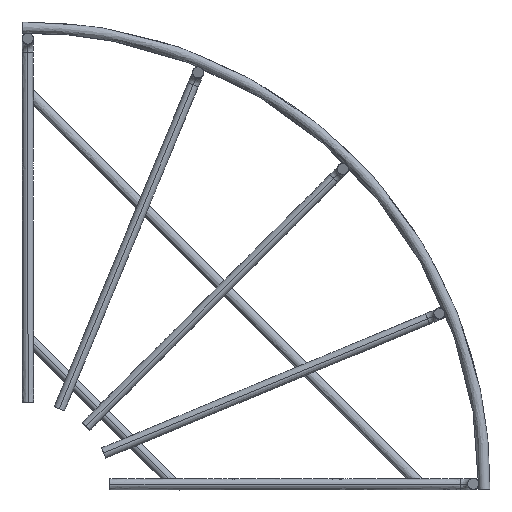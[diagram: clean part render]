
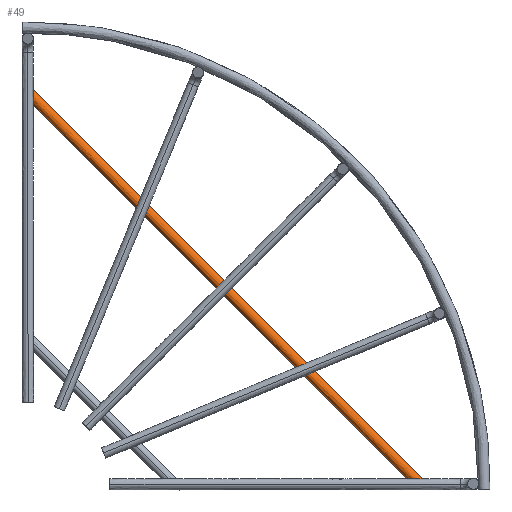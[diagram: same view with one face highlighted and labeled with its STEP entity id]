
A CAD part, top view. The second image highlights one B-rep face of the part: STEP entity #49.
In plain terms, the highlighted free-form (B-spline) face has degree [2, 1] with [5, 2] control points.
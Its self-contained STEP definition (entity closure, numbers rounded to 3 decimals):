
#49=ADVANCED_FACE('',(#110),#752,.T.);
#110=FACE_OUTER_BOUND('',#171,.T.);
#171=EDGE_LOOP('',(#247,#248,#249,#250));
#247=ORIENTED_EDGE('',*,*,#464,.T.);
#248=ORIENTED_EDGE('',*,*,#462,.F.);
#249=ORIENTED_EDGE('',*,*,#465,.F.);
#250=ORIENTED_EDGE('',*,*,#461,.F.);
#461=EDGE_CURVE('',#684,#683,#664,.T.);
#462=EDGE_CURVE('',#685,#686,#665,.T.);
#464=EDGE_CURVE('',#684,#686,#567,.T.);
#465=EDGE_CURVE('',#683,#685,#568,.T.);
#567=(
BOUNDED_CURVE()
B_SPLINE_CURVE(1,(#1156,#1157),.UNSPECIFIED.,.F.,.F.)
B_SPLINE_CURVE_WITH_KNOTS((2,2),(-0.835,190.663),
 .UNSPECIFIED.)
CURVE()
GEOMETRIC_REPRESENTATION_ITEM()
RATIONAL_B_SPLINE_CURVE((1.,1.))
REPRESENTATION_ITEM('')
);
#568=(
BOUNDED_CURVE()
B_SPLINE_CURVE(1,(#1158,#1159),.UNSPECIFIED.,.F.,.F.)
B_SPLINE_CURVE_WITH_KNOTS((2,2),(-4.638,194.467),
 .UNSPECIFIED.)
CURVE()
GEOMETRIC_REPRESENTATION_ITEM()
RATIONAL_B_SPLINE_CURVE((1.,1.))
REPRESENTATION_ITEM('')
);
#664=B_SPLINE_CURVE_WITH_KNOTS('',3,(#1087,#1088,#1089,#1090,#1091,#1092,
#1093,#1094,#1095,#1096,#1097,#1098,#1099,#1100,#1101,#1102,#1103,#1104,
#1105,#1106,#1107,#1108,#1109),.UNSPECIFIED.,.F.,.F.,(4,2,2,2,2,3,2,2,2,
2,4),(-7.292,-6.825,-6.361,-5.44,
-4.543,-3.646,-2.749,-1.852,
-0.931,-0.466,0.),.UNSPECIFIED.);
#665=B_SPLINE_CURVE_WITH_KNOTS('',3,(#1110,#1111,#1112,#1113,#1114,#1115,
#1116,#1117,#1118,#1119,#1120,#1121,#1122,#1123,#1124,#1125,#1126,#1127,
#1128,#1129,#1130,#1131,#1132),.UNSPECIFIED.,.F.,.F.,(4,2,2,2,2,3,2,2,2,
2,4),(-29.17,-28.703,-28.238,-27.318,
-26.421,-25.523,-24.626,-23.729,
-22.809,-22.344,-21.877),.UNSPECIFIED.);
#683=VERTEX_POINT('',#1060);
#684=VERTEX_POINT('',#1061);
#685=VERTEX_POINT('',#1062);
#686=VERTEX_POINT('',#1063);
#752=(
BOUNDED_SURFACE()
B_SPLINE_SURFACE(2,1,((#1040,#1041),(#1042,#1043),(#1044,#1045),(#1046,
#1047),(#1048,#1049)),.UNSPECIFIED.,.F.,.F.,.F.)
B_SPLINE_SURFACE_WITH_KNOTS((3,2,3),(2,2),(0.,2.985,
5.969),(-20.,204.728),.UNSPECIFIED.)
GEOMETRIC_REPRESENTATION_ITEM()
RATIONAL_B_SPLINE_SURFACE(((1.,1.),(0.707,0.707),
(1.,1.),(0.707,0.707),(1.,1.)))
REPRESENTATION_ITEM('')
SURFACE()
);
#1040=CARTESIAN_POINT('',(-12.906,149.656,1.9));
#1041=CARTESIAN_POINT('',(146.077,-9.174,1.9));
#1042=CARTESIAN_POINT('',(-12.906,149.656,3.8));
#1043=CARTESIAN_POINT('',(146.077,-9.174,3.8));
#1044=CARTESIAN_POINT('',(-14.249,148.312,3.8));
#1045=CARTESIAN_POINT('',(144.734,-10.518,3.8));
#1046=CARTESIAN_POINT('',(-15.591,146.968,3.8));
#1047=CARTESIAN_POINT('',(143.391,-11.862,3.8));
#1048=CARTESIAN_POINT('',(-15.591,146.968,1.9));
#1049=CARTESIAN_POINT('',(143.391,-11.862,1.9));
#1060=CARTESIAN_POINT('',(-2.038,138.799,1.9));
#1061=CARTESIAN_POINT('',(-2.033,133.423,1.9));
#1062=CARTESIAN_POINT('',(138.818,-1.922,1.9));
#1063=CARTESIAN_POINT('',(133.441,-1.922,1.9));
#1087=CARTESIAN_POINT('',(-2.033,133.423,1.9));
#1088=CARTESIAN_POINT('',(-2.033,133.423,2.056));
#1089=CARTESIAN_POINT('',(-2.033,133.45,2.208));
#1090=CARTESIAN_POINT('',(-2.034,133.552,2.502));
#1091=CARTESIAN_POINT('',(-2.034,133.626,2.638));
#1092=CARTESIAN_POINT('',(-2.034,133.896,3.012));
#1093=CARTESIAN_POINT('',(-2.034,134.139,3.213));
#1094=CARTESIAN_POINT('',(-2.034,134.658,3.516));
#1095=CARTESIAN_POINT('',(-2.035,134.941,3.624));
#1096=CARTESIAN_POINT('',(-2.035,135.516,3.765));
#1097=CARTESIAN_POINT('',(-2.035,135.815,3.8));
#1098=CARTESIAN_POINT('',(-2.036,136.111,3.8));
#1099=CARTESIAN_POINT('',(-2.036,136.407,3.8));
#1100=CARTESIAN_POINT('',(-2.036,136.706,3.765));
#1101=CARTESIAN_POINT('',(-2.037,137.281,3.624));
#1102=CARTESIAN_POINT('',(-2.037,137.564,3.516));
#1103=CARTESIAN_POINT('',(-2.037,138.083,3.213));
#1104=CARTESIAN_POINT('',(-2.038,138.326,3.012));
#1105=CARTESIAN_POINT('',(-2.038,138.596,2.638));
#1106=CARTESIAN_POINT('',(-2.038,138.67,2.502));
#1107=CARTESIAN_POINT('',(-2.038,138.772,2.208));
#1108=CARTESIAN_POINT('',(-2.038,138.799,2.056));
#1109=CARTESIAN_POINT('',(-2.038,138.799,1.9));
#1110=CARTESIAN_POINT('',(138.818,-1.922,1.9));
#1111=CARTESIAN_POINT('',(138.818,-1.922,2.056));
#1112=CARTESIAN_POINT('',(138.791,-1.922,2.208));
#1113=CARTESIAN_POINT('',(138.689,-1.922,2.502));
#1114=CARTESIAN_POINT('',(138.615,-1.922,2.638));
#1115=CARTESIAN_POINT('',(138.345,-1.922,3.012));
#1116=CARTESIAN_POINT('',(138.102,-1.922,3.213));
#1117=CARTESIAN_POINT('',(137.583,-1.922,3.516));
#1118=CARTESIAN_POINT('',(137.3,-1.922,3.624));
#1119=CARTESIAN_POINT('',(136.725,-1.922,3.765));
#1120=CARTESIAN_POINT('',(136.426,-1.922,3.8));
#1121=CARTESIAN_POINT('',(136.13,-1.922,3.8));
#1122=CARTESIAN_POINT('',(135.833,-1.922,3.8));
#1123=CARTESIAN_POINT('',(135.535,-1.922,3.765));
#1124=CARTESIAN_POINT('',(134.959,-1.922,3.624));
#1125=CARTESIAN_POINT('',(134.677,-1.922,3.516));
#1126=CARTESIAN_POINT('',(134.157,-1.922,3.213));
#1127=CARTESIAN_POINT('',(133.915,-1.922,3.012));
#1128=CARTESIAN_POINT('',(133.645,-1.922,2.638));
#1129=CARTESIAN_POINT('',(133.571,-1.922,2.502));
#1130=CARTESIAN_POINT('',(133.469,-1.922,2.208));
#1131=CARTESIAN_POINT('',(133.441,-1.922,2.056));
#1132=CARTESIAN_POINT('',(133.441,-1.922,1.9));
#1156=CARTESIAN_POINT('',(-2.033,133.423,1.9));
#1157=CARTESIAN_POINT('',(133.441,-1.922,1.9));
#1158=CARTESIAN_POINT('',(-2.038,138.799,1.9));
#1159=CARTESIAN_POINT('',(138.818,-1.922,1.9));
